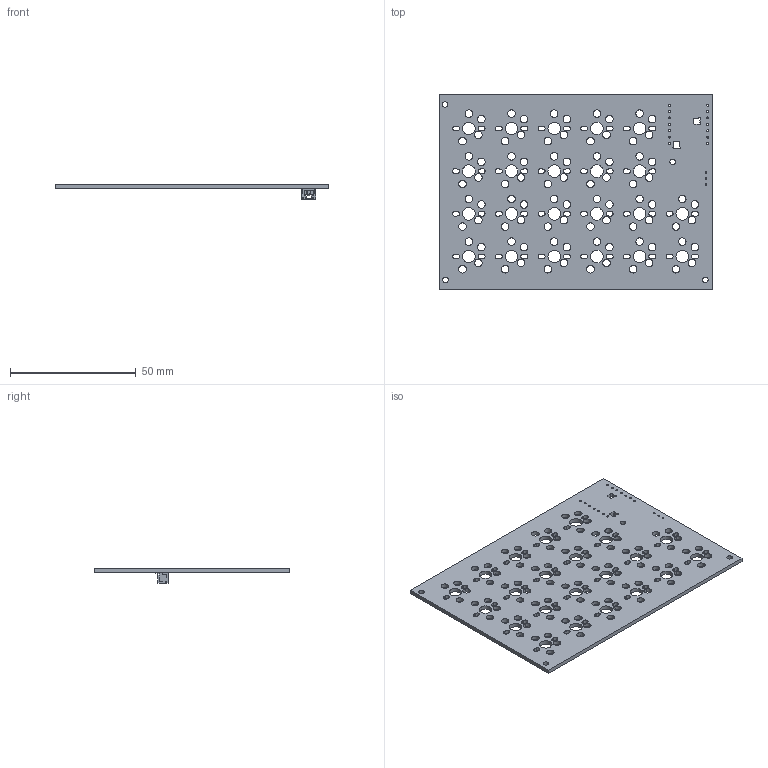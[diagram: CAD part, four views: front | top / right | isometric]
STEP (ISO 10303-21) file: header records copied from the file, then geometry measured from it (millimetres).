
FILE_DESCRIPTION(('KiCad electronic assembly'),'2;1');
FILE_NAME('roba grid array_L.step','2025-02-25T23:53:27',('Pcbnew'),( 'Kicad'),'Open CASCADE STEP processor 7.8','KiCad to STEP converter' ,'Unknown');
FILE_SCHEMA(('AUTOMOTIVE_DESIGN { 1 0 10303 214 1 1 1 1 }'));
Length unit declared in the file: millimetre
Products named in the file (4): roba grid array_L 1; JST_GH_SM02B-GHS-TB_1x02-1MP_P1.25mm_Horizontal; JST_SM02B_GHS_TB; roba_L_PCB
Assembly tree (3 placements, depth 3):
  roba grid array_L 1
    JST_GH_SM02B-GHS-TB_1x02-1MP_P1.25mm_Horizontal
      JST_SM02B_GHS_TB
    roba_L_PCB
Bounding box: 109 x 78 x 5.89 mm (x, y, z)
Volume: 11612.8 mm3; surface area: 17810.8 mm2
Topology: 2 solids, 2 shells, 621 faces, 1829 edges, 1218 vertices
Faces by surface type: cylinder 455, plane 166
Full cylindrical faces by diameter (mm): 0.813 x14, 2.2 x4, 3 x88, 5 x22
Entity records: 22914 total; most frequent: DIRECTION 3989, CARTESIAN_POINT 3672, ORIENTED_EDGE 3658, EDGE_CURVE 1829, AXIS2_PLACEMENT_3D 1535, VERTEX_POINT 1218, FACE_BOUND 983, EDGE_LOOP 983
